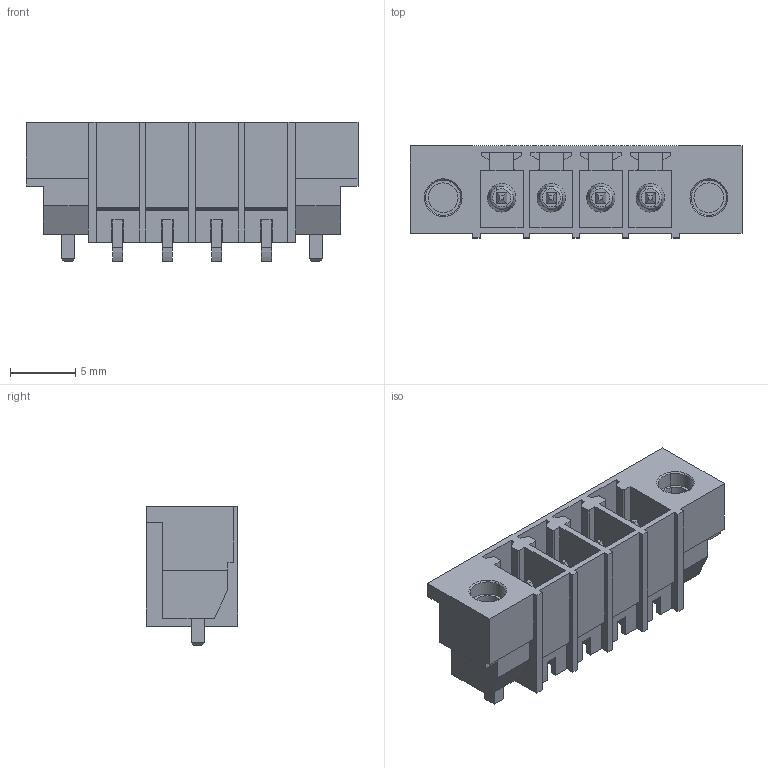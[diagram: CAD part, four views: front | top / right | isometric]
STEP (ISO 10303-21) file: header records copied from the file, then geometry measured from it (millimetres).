
FILE_DESCRIPTION(('CATIA V5 STEP Exchange','CAx-IF Rec.Pracs.--- Model Styling and Organization---1.2---2011-12-15'),'2;1');
FILE_NAME ('D1457754_0_1864240000_1864240000.stp','2018-10-12T11:45:09+00:00',('none'),('Weidmueller'),'CATIA Version 5-6 Release 2014','CATIA V5 STEP AP214','none');
FILE_SCHEMA(('AUTOMOTIVE_DESIGN { 1 0 10303 214 1 1 1 1 }'));
Length unit declared in the file: millimetre
Products named in the file (1): 1864240000
Bounding box: 25.53 x 7.07 x 10.7 mm (x, y, z)
Volume: 786.7 mm3; surface area: 1865.8 mm2
Topology: 7 solids, 7 shells, 332 faces, 918 edges, 616 vertices
Faces by surface type: plane 266, cylinder 46, cone 12, torus 8
Entity records: 9749 total; most frequent: ORIENTED_EDGE 1836, CARTESIAN_POINT 1783, DIRECTION 1290, EDGE_CURVE 918, VECTOR 786, LINE 786, VERTEX_POINT 616, EDGE_LOOP 356
